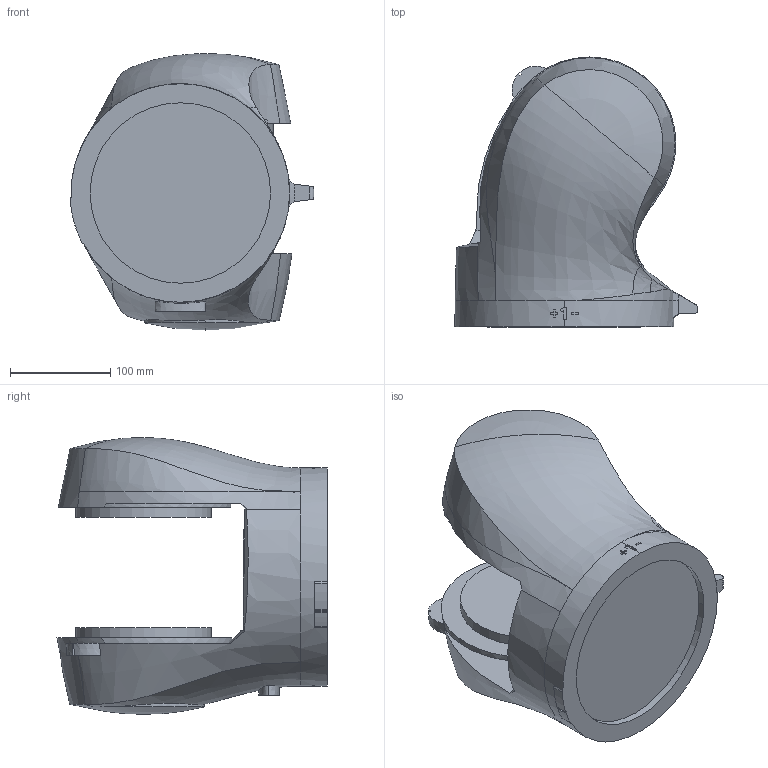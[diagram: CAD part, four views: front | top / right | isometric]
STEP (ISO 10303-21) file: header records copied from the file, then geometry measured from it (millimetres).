
FILE_DESCRIPTION((''),'2;1');
FILE_NAME('MANIFOLD_SOLID_BREP_11999','2016-06-08T',('Stud'),(''),'PRO/ENGINEER BY PARAMETRIC TECHNOLOGY CORPORATION, 2013050','PRO/ENGINEER BY PARAMETRIC TECHNOLOGY CORPORATION, 2013050','');
FILE_SCHEMA(('CONFIG_CONTROL_DESIGN'));
Length unit declared in the file: millimetre
Products named in the file (1): MANIFOLD_SOLID_BREP_11999
Bounding box: 242.82 x 269.33 x 275.92 mm (x, y, z)
Volume: 6275120.1 mm3; surface area: 298479.6 mm2
Topology: 1 solids, 1 shells, 150 faces, 428 edges, 289 vertices
Faces by surface type: plane 91, cylinder 31, bspline 16, cone 5, sphere 4, extrusion 2, torus 1
Entity records: 8152 total; most frequent: CARTESIAN_POINT 4334, ORIENTED_EDGE 852, DIRECTION 711, EDGE_CURVE 426, VERTEX_POINT 289, AXIS2_PLACEMENT_3D 263, VECTOR 185, LINE 183
